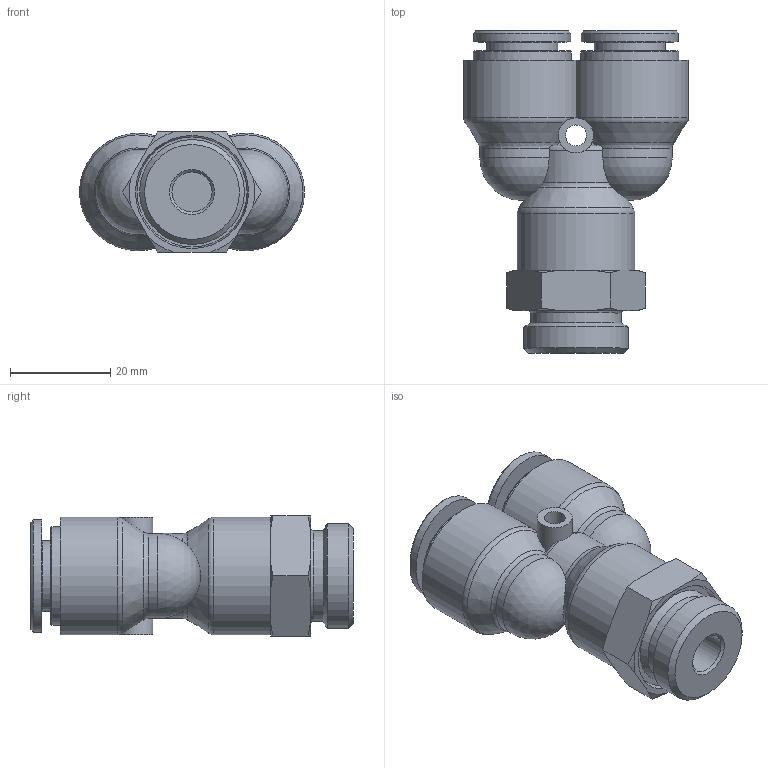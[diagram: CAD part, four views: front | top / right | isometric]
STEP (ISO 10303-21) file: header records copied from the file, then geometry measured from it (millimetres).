
FILE_DESCRIPTION((''),'2;1');
FILE_NAME('HR-PWT 12G04.stp','2020-03-19T16:16:10',('user'),(''),'Autodesk Inventor 2013','Autodesk Inventor 2013','');
FILE_SCHEMA(('AUTOMOTIVE_DESIGN { 1 0 10303 214 1 1 1 1 }'));
Length unit declared in the file: millimetre
Products named in the file (6): 조립품5 (세부 수준1); HR-PY 12 BODY; HR-COLLAR 12; HR-Collar 12L(SUS); HR-SLEEVE 12; HR-PL BODY 12G04
Assembly tree (6 placements, depth 3):
  조립품5 (세부 수준1)
    HR-PY 12 BODY
    HR-COLLAR 12  x2
      HR-Collar 12L(SUS)
      HR-SLEEVE 12
    HR-PL BODY 12G04
Bounding box: 45 x 64.4 x 24 mm (x, y, z)
Volume: 26886 mm3; surface area: 13490.5 mm2
Topology: 6 solids, 6 shells, 308 faces, 803 edges, 532 vertices
Faces by surface type: plane 165, bspline 80, cone 28, cylinder 22, torus 11, sphere 2
Full cylindrical faces by diameter (mm): 4.2 x1, 7 x2, 8 x1, 12.18 x2, 12.2 x3, 14.2 x2, 18.2 x1, 19.6 x2, 20.955 x1, 23.5 x1
Entity records: 6432 total; most frequent: CARTESIAN_POINT 2005, ORIENTED_EDGE 936, DIRECTION 740, EDGE_CURVE 468, VERTEX_POINT 324, AXIS2_PLACEMENT_3D 249, VECTOR 242, LINE 242
